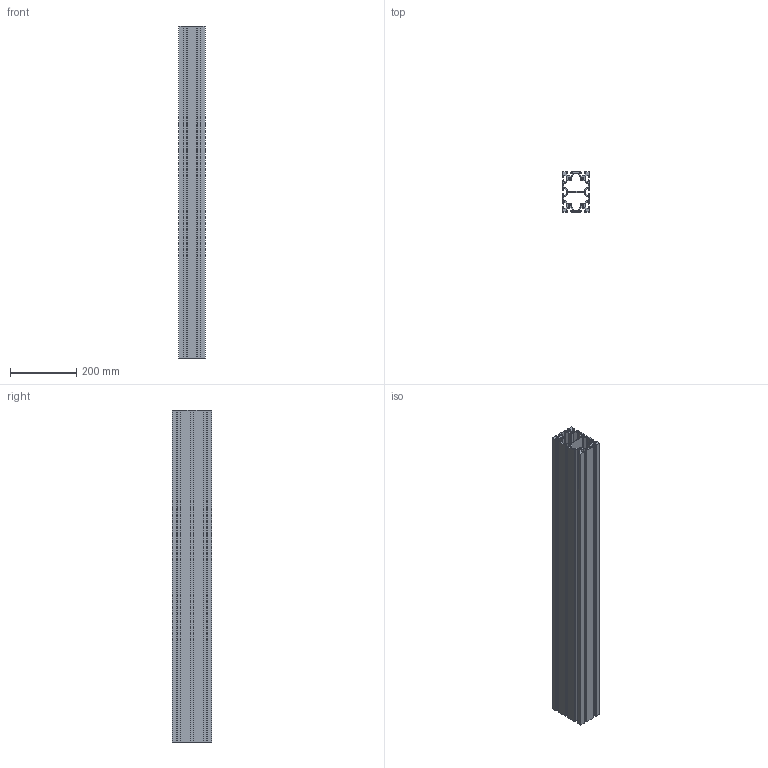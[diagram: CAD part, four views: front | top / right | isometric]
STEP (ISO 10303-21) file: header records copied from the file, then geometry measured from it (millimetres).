
FILE_DESCRIPTION (( 'STEP AP203' ), '1' );
FILE_NAME ('ALF-80120-8B.step', '2024-08-07T10:27:06', ( '' ), ( '' ), 'SwSTEP 2.0', 'SolidWorks 2022', '' );
FILE_SCHEMA (( 'CONFIG_CONTROL_DESIGN' ));
Length unit declared in the file: millimetre
Products named in the file (1): ALF-80120-8B
Bounding box: 80 x 120 x 1000 mm (x, y, z)
Volume: 2603657.5 mm3; surface area: 1367626 mm2
Topology: 1 solids, 1 shells, 318 faces, 948 edges, 632 vertices
Faces by surface type: plane 234, cylinder 84
Entity records: 10721 total; most frequent: CARTESIAN_POINT 1899, ORIENTED_EDGE 1896, DIRECTION 1754, EDGE_CURVE 948, LINE 780, VECTOR 780, VERTEX_POINT 632, AXIS2_PLACEMENT_3D 487
